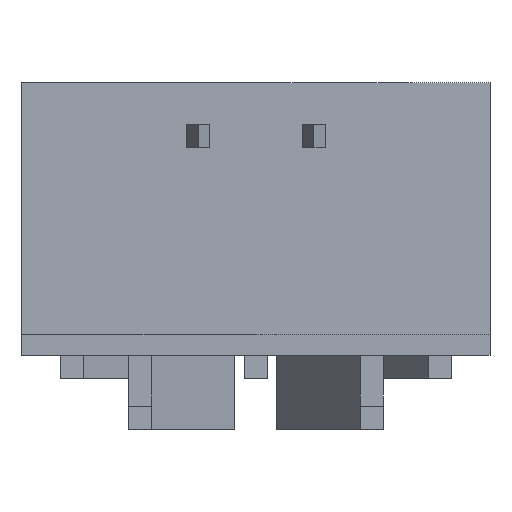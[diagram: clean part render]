
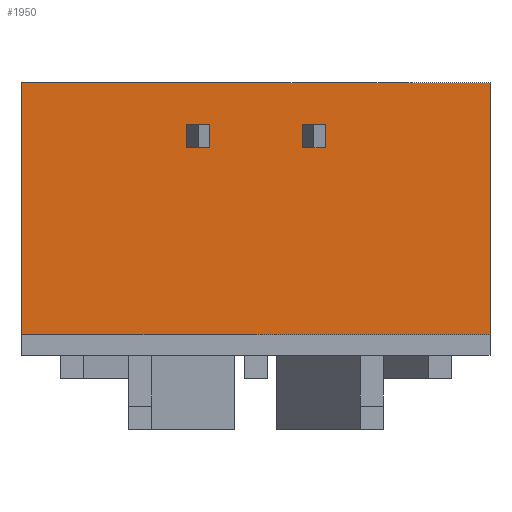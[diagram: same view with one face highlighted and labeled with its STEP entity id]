
A CAD part, front view. The second image highlights one B-rep face of the part: STEP entity #1950.
In plain terms, the highlighted planar face has unit normal (0, -1, 0).
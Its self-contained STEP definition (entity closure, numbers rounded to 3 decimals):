
#1785=CARTESIAN_POINT('',(-10.1,3.8,-6.561));
#1786=VERTEX_POINT('',#1785);
#1803=CARTESIAN_POINT('',(10.1,3.8,-6.561));
#1804=VERTEX_POINT('',#1803);
#1811=CARTESIAN_POINT('',(10.1,3.8,-6.561));
#1812=DIRECTION('',(-1.0,0.0,0.0));
#1813=VECTOR('',#1812,1.0);
#1814=LINE('',#1811,#1813);
#1815=EDGE_CURVE('n� 104',#1804,#1786,#1814,.T.);
#1898=CARTESIAN_POINT('',(-10.1,3.8,4.316));
#1899=VERTEX_POINT('',#1898);
#1906=CARTESIAN_POINT('',(10.1,3.8,4.316));
#1907=VERTEX_POINT('',#1906);
#1908=CARTESIAN_POINT('',(10.1,3.8,4.316));
#1909=DIRECTION('',(-1.0,0.0,0.0));
#1910=VECTOR('',#1909,1.0);
#1911=LINE('',#1908,#1910);
#1912=EDGE_CURVE('n� 105',#1907,#1899,#1911,.T.);
#1929=CARTESIAN_POINT('',(-10.1,3.8,-6.561));
#1930=DIRECTION('',(0.0,0.0,-1.0));
#1931=VECTOR('',#1930,1.0);
#1932=LINE('',#1929,#1931);
#1933=EDGE_CURVE('n� 61',#1899,#1786,#1932,.T.);
#1934=ORIENTED_EDGE('',*,*,#1933,.T.);
#1935=ORIENTED_EDGE('',*,*,#1815,.F.);
#1936=CARTESIAN_POINT('',(10.1,3.8,-6.561));
#1937=DIRECTION('',(0.0,0.0,-1.0));
#1938=VECTOR('',#1937,1.0);
#1939=LINE('',#1936,#1938);
#1940=EDGE_CURVE('n� 19',#1907,#1804,#1939,.T.);
#1941=ORIENTED_EDGE('',*,*,#1940,.F.);
#1942=ORIENTED_EDGE('',*,*,#1912,.T.);
#1943=EDGE_LOOP('',(#1934,#1935,#1941,#1942));
#1944=FACE_OUTER_BOUND('',#1943,.T.);
#1945=CARTESIAN_POINT('',(10.1,3.8,-6.561));
#1946=DIRECTION('',(0.0,1.0,0.0));
#1947=DIRECTION('',(0.0,-0.0,1.0));
#1948=AXIS2_PLACEMENT_3D('',#1945,#1946,#1947);
#1949=PLANE('',#1948);
#1950=ADVANCED_FACE('n� 111',(#1944),#1949,.F.);
